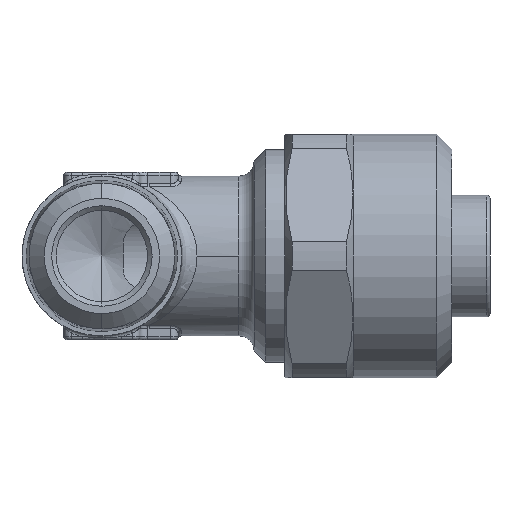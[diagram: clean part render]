
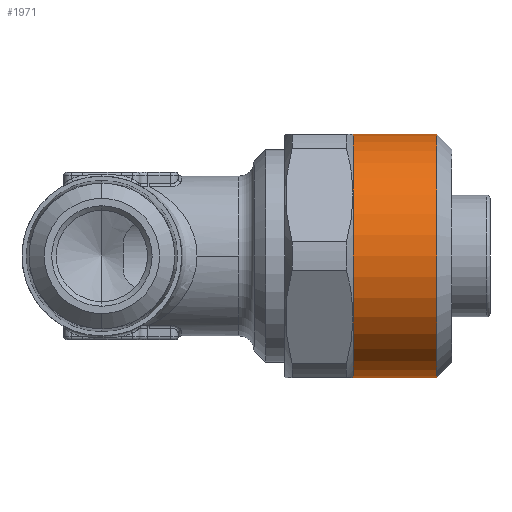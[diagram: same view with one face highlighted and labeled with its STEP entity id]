
A CAD part, front view. The second image highlights one B-rep face of the part: STEP entity #1971.
In plain terms, the highlighted cylindrical face has radius 8 mm (diameter 16 mm), a partial arc.
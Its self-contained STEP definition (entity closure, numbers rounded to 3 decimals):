
#678 = VERTEX_POINT ( 'NONE', #5466 ) ;
#687 = VERTEX_POINT ( 'NONE', #5478 ) ;
#708 = VERTEX_POINT ( 'NONE', #5471 ) ;
#709 = VERTEX_POINT ( 'NONE', #5512 ) ;
#742 = VERTEX_POINT ( 'NONE', #5467 ) ;
#786 = VERTEX_POINT ( 'NONE', #5516 ) ;
#961 = EDGE_LOOP ( 'NONE', ( #1355, #1340, #1343, #1342, #1345, #1339 ) ) ;
#1210 = EDGE_CURVE ( 'NONE', #708, #709, #3440, .T. ) ;
#1211 = EDGE_CURVE ( 'NONE', #687, #678, #2472, .T. ) ;
#1212 = EDGE_CURVE ( 'NONE', #786, #709, #2473, .T. ) ;
#1213 = EDGE_CURVE ( 'NONE', #742, #708, #3445, .T. ) ;
#1215 = EDGE_CURVE ( 'NONE', #678, #742, #3450, .T. ) ;
#1216 = EDGE_CURVE ( 'NONE', #687, #786, #3452, .T. ) ;
#1339 = ORIENTED_EDGE ( 'NONE', *, *, #1211, .F. ) ;
#1340 = ORIENTED_EDGE ( 'NONE', *, *, #1212, .T. ) ;
#1342 = ORIENTED_EDGE ( 'NONE', *, *, #1213, .F. ) ;
#1343 = ORIENTED_EDGE ( 'NONE', *, *, #1210, .F. ) ;
#1345 = ORIENTED_EDGE ( 'NONE', *, *, #1215, .F. ) ;
#1355 = ORIENTED_EDGE ( 'NONE', *, *, #1216, .T. ) ;
#1971 = ADVANCED_FACE ( 'NONE', ( #2564 ), #2565, .T. ) ;
#2472 = LINE ( 'NONE', #3794, #3444 ) ;
#2473 = LINE ( 'NONE', #3796, #3446 ) ;
#2564 = FACE_OUTER_BOUND ( 'NONE', #961, .T. ) ;
#2565 = CYLINDRICAL_SURFACE ( 'NONE', #4212, 8. ) ;
#3440 = CIRCLE ( 'NONE', #3442, 8. ) ;
#3442 = AXIS2_PLACEMENT_3D ( 'NONE', #3791, #3792, #3793 ) ;
#3444 = VECTOR ( 'NONE', #3795, 1000. ) ;
#3445 = CIRCLE ( 'NONE', #3447, 8. ) ;
#3446 = VECTOR ( 'NONE', #3797, 1000. ) ;
#3447 = AXIS2_PLACEMENT_3D ( 'NONE', #3798, #3799, #3800 ) ;
#3450 = CIRCLE ( 'NONE', #3451, 8. ) ;
#3451 = AXIS2_PLACEMENT_3D ( 'NONE', #3804, #3805, #3806 ) ;
#3452 = CIRCLE ( 'NONE', #3453, 8. ) ;
#3453 = AXIS2_PLACEMENT_3D ( 'NONE', #3807, #3808, #3809 ) ;
#3791 = CARTESIAN_POINT ( 'NONE',  ( 16.5, 0., 0. ) ) ;
#3792 = DIRECTION ( 'NONE',  ( -1., 0., 0. ) ) ;
#3793 = DIRECTION ( 'NONE',  ( 0., 0., -1. ) ) ;
#3794 = CARTESIAN_POINT ( 'NONE',  ( 8.787, 0., -8. ) ) ;
#3795 = DIRECTION ( 'NONE',  ( -1., 0., 0. ) ) ;
#3796 = CARTESIAN_POINT ( 'NONE',  ( 8.787, 0., 8. ) ) ;
#3797 = DIRECTION ( 'NONE',  ( -1., 0., 0. ) ) ;
#3798 = CARTESIAN_POINT ( 'NONE',  ( 16.5, 0., 0. ) ) ;
#3799 = DIRECTION ( 'NONE',  ( -1., 0., 0. ) ) ;
#3800 = DIRECTION ( 'NONE',  ( 0., 0., -1. ) ) ;
#3804 = CARTESIAN_POINT ( 'NONE',  ( 16.5, 0., 0. ) ) ;
#3805 = DIRECTION ( 'NONE',  ( -1., 0., 0. ) ) ;
#3806 = DIRECTION ( 'NONE',  ( 0., 0., -1. ) ) ;
#3807 = CARTESIAN_POINT ( 'NONE',  ( 22., 0., 0. ) ) ;
#3808 = DIRECTION ( 'NONE',  ( -1., 0., 0. ) ) ;
#3809 = DIRECTION ( 'NONE',  ( 0., 0., -1. ) ) ;
#4212 = AXIS2_PLACEMENT_3D ( 'NONE', #4613, #4614, #4615 ) ;
#4613 = CARTESIAN_POINT ( 'NONE',  ( 8.787, 0., 0. ) ) ;
#4614 = DIRECTION ( 'NONE',  ( -1., 0., 0. ) ) ;
#4615 = DIRECTION ( 'NONE',  ( 0., 0., -1. ) ) ;
#5466 = CARTESIAN_POINT ( 'NONE',  ( 16.5, 0., -8. ) ) ;
#5467 = CARTESIAN_POINT ( 'NONE',  ( 16.5, -6.928, -4. ) ) ;
#5471 = CARTESIAN_POINT ( 'NONE',  ( 16.5, -6.928, 4. ) ) ;
#5478 = CARTESIAN_POINT ( 'NONE',  ( 22., 0., -8. ) ) ;
#5512 = CARTESIAN_POINT ( 'NONE',  ( 16.5, 0., 8. ) ) ;
#5516 = CARTESIAN_POINT ( 'NONE',  ( 22., 0., 8. ) ) ;
